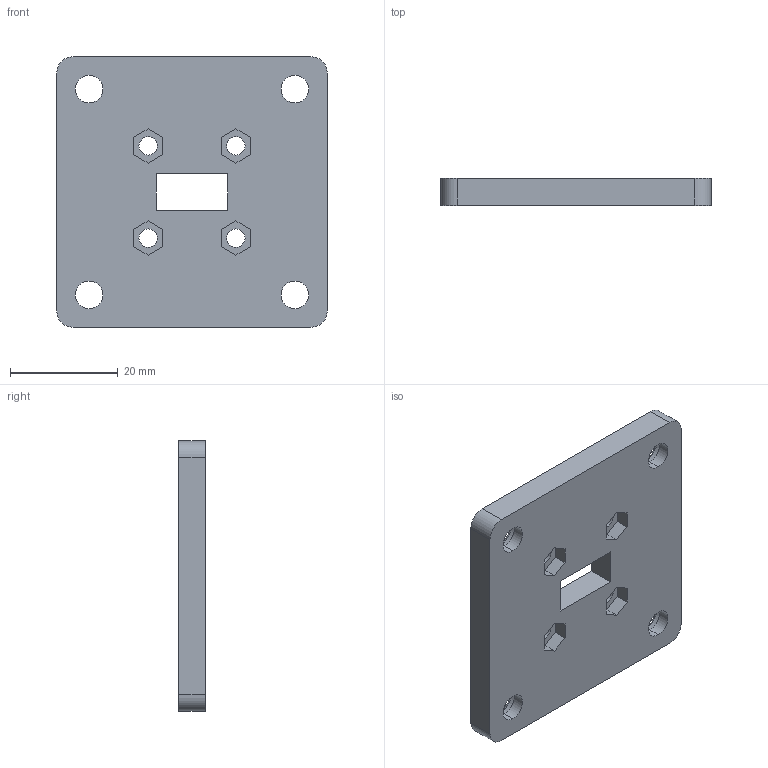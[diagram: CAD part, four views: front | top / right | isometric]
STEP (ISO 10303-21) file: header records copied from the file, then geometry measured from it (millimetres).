
FILE_DESCRIPTION (( 'STEP AP214' ), '1' );
FILE_NAME ('WR42ProbeToPanelMount.STEP', '2025-05-05T22:14:43', ( '' ), ( '' ), 'SwSTEP 2.0', 'SolidWorks 2023', '' );
FILE_SCHEMA (( 'AUTOMOTIVE_DESIGN' ));
Length unit declared in the file: millimetre
Products named in the file (1): WR42ProbeToPanelMount
Bounding box: 50.1 x 5 x 50.1 mm (x, y, z)
Volume: 10782.5 mm3; surface area: 6504 mm2
Topology: 1 solids, 1 shells, 78 faces, 196 edges, 128 vertices
Faces by surface type: plane 42, cylinder 28, torus 8
Entity records: 2407 total; most frequent: DIRECTION 426, CARTESIAN_POINT 403, ORIENTED_EDGE 392, EDGE_CURVE 196, AXIS2_PLACEMENT_3D 151, VERTEX_POINT 128, LINE 124, VECTOR 124
